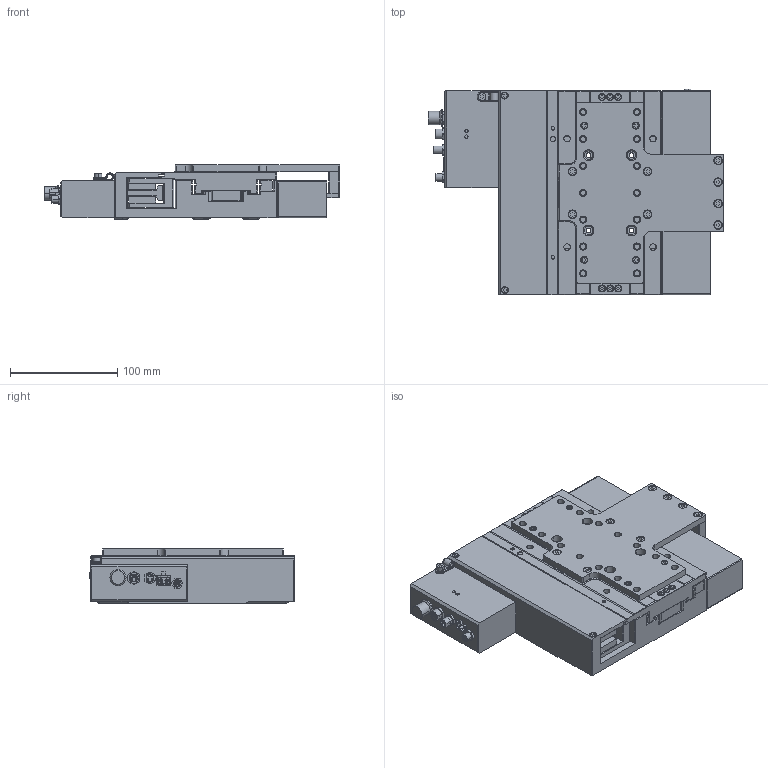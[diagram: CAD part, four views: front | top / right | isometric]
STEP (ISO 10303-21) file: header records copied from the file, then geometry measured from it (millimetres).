
FILE_DESCRIPTION (( 'STEP AP203' ), '1' );
FILE_NAME ('X-LDM040C-AE54ZJ2D12.step', '2023-06-06T20:28:58', ( '' ), ( '' ), 'SwSTEP 2.0', 'SolidWorks 2019', '' );
FILE_SCHEMA (( 'CONFIG_CONTROL_DESIGN' ));
Length unit declared in the file: millimetre
Products named in the file (3): LDM_base^LDM_X-LDM060-Z; X-LDM040C-AE54ZJ2D12; LDM_carriage^LDM_LDM060-Z
Assembly tree (2 placements, depth 2):
  X-LDM040C-AE54ZJ2D12
    LDM_base^LDM_X-LDM060-Z
    LDM_carriage^LDM_LDM060-Z
Bounding box: 274.6 x 191.6 x 50.35 mm (x, y, z)
Volume: 1573591.8 mm3; surface area: 382656.4 mm2
Topology: 49 solids, 49 shells, 1384 faces, 3435 edges, 2264 vertices
Faces by surface type: plane 760, cylinder 550, torus 56, cone 16, sphere 2
Entity records: 41755 total; most frequent: DIRECTION 7373, CARTESIAN_POINT 7311, ORIENTED_EDGE 6862, EDGE_CURVE 3431, AXIS2_PLACEMENT_3D 2614, VERTEX_POINT 2264, LINE 2145, VECTOR 2145
